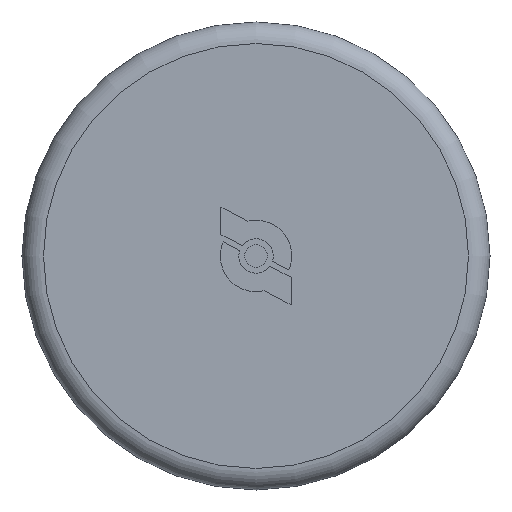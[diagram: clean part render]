
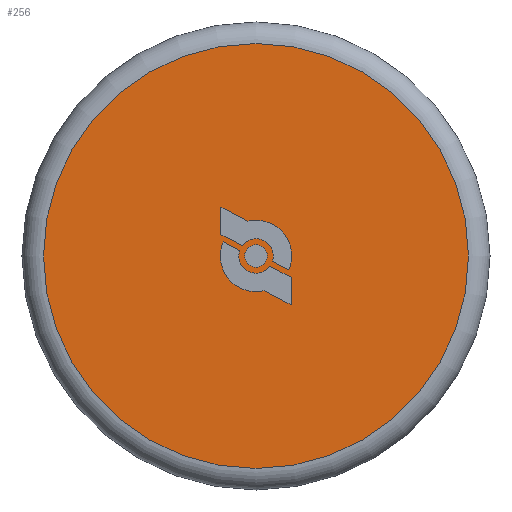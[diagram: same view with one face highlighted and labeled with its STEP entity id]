
A CAD part, front view. The second image highlights one B-rep face of the part: STEP entity #256.
In plain terms, the highlighted planar face has unit normal (0, -1, 0).
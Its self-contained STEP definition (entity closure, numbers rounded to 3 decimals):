
#256 = ADVANCED_FACE( '', ( #573, #574, #575, #576 ), #577, .F. );
#573 = FACE_BOUND( '', #980, .T. );
#574 = FACE_BOUND( '', #981, .T. );
#575 = FACE_OUTER_BOUND( '', #982, .T. );
#576 = FACE_BOUND( '', #983, .T. );
#577 = PLANE( '', #984 );
#980 = EDGE_LOOP( '', ( #1536 ) );
#981 = EDGE_LOOP( '', ( #1537, #1538, #1539, #1540, #1541, #1542 ) );
#982 = EDGE_LOOP( '', ( #1543 ) );
#983 = EDGE_LOOP( '', ( #1544, #1545, #1546, #1547, #1548, #1549 ) );
#984 = AXIS2_PLACEMENT_3D( '', #1550, #1551, #1552 );
#1536 = ORIENTED_EDGE( '', *, *, #2393, .T. );
#1537 = ORIENTED_EDGE( '', *, *, #2288, .T. );
#1538 = ORIENTED_EDGE( '', *, *, #2394, .F. );
#1539 = ORIENTED_EDGE( '', *, *, #2395, .T. );
#1540 = ORIENTED_EDGE( '', *, *, #2396, .T. );
#1541 = ORIENTED_EDGE( '', *, *, #2397, .T. );
#1542 = ORIENTED_EDGE( '', *, *, #2325, .T. );
#1543 = ORIENTED_EDGE( '', *, *, #2398, .T. );
#1544 = ORIENTED_EDGE( '', *, *, #2298, .T. );
#1545 = ORIENTED_EDGE( '', *, *, #2399, .T. );
#1546 = ORIENTED_EDGE( '', *, *, #2372, .T. );
#1547 = ORIENTED_EDGE( '', *, *, #2400, .F. );
#1548 = ORIENTED_EDGE( '', *, *, #2401, .T. );
#1549 = ORIENTED_EDGE( '', *, *, #2314, .T. );
#1550 = CARTESIAN_POINT( '', ( 44.505, 0., 0. ) );
#1551 = DIRECTION( '', ( 0., 1., 0. ) );
#1552 = DIRECTION( '', ( 0., 0., 1. ) );
#2288 = EDGE_CURVE( '', #2705, #2706, #2707, .T. );
#2298 = EDGE_CURVE( '', #2722, #2723, #2724, .T. );
#2314 = EDGE_CURVE( '', #2748, #2722, #2749, .T. );
#2325 = EDGE_CURVE( '', #2766, #2705, #2767, .T. );
#2372 = EDGE_CURVE( '', #2845, #2846, #2847, .T. );
#2393 = EDGE_CURVE( '', #2879, #2879, #2880, .T. );
#2394 = EDGE_CURVE( '', #2881, #2706, #2882, .F. );
#2395 = EDGE_CURVE( '', #2881, #2883, #2884, .T. );
#2396 = EDGE_CURVE( '', #2883, #2885, #2886, .F. );
#2397 = EDGE_CURVE( '', #2885, #2766, #2887, .T. );
#2398 = EDGE_CURVE( '', #2888, #2888, #2889, .T. );
#2399 = EDGE_CURVE( '', #2723, #2845, #2890, .T. );
#2400 = EDGE_CURVE( '', #2891, #2846, #2892, .T. );
#2401 = EDGE_CURVE( '', #2891, #2748, #2893, .T. );
#2705 = VERTEX_POINT( '', #3360 );
#2706 = VERTEX_POINT( '', #3361 );
#2707 = LINE( '', #3362, #3363 );
#2722 = VERTEX_POINT( '', #3381 );
#2723 = VERTEX_POINT( '', #3382 );
#2724 = LINE( '', #3383, #3384 );
#2748 = VERTEX_POINT( '', #3417 );
#2749 = LINE( '', #3418, #3419 );
#2766 = VERTEX_POINT( '', #3543 );
#2767 = LINE( '', #3544, #3545 );
#2845 = VERTEX_POINT( '', #3761 );
#2846 = VERTEX_POINT( '', #3762 );
#2847 = LINE( '', #3763, #3764 );
#2879 = VERTEX_POINT( '', #3809 );
#2880 = CIRCLE( '', #3810, 2.376 );
#2881 = VERTEX_POINT( '', #3811 );
#2882 = CIRCLE( '', #3812, 7.488 );
#2883 = VERTEX_POINT( '', #3813 );
#2884 = LINE( '', #3814, #3815 );
#2885 = VERTEX_POINT( '', #3816 );
#2886 = CIRCLE( '', #3817, 3.6 );
#2887 = LINE( '', #3818, #3819 );
#2888 = VERTEX_POINT( '', #3820 );
#2889 = CIRCLE( '', #3821, 44.505 );
#2890 = CIRCLE( '', #3822, 7.488 );
#2891 = VERTEX_POINT( '', #3823 );
#2892 = CIRCLE( '', #3824, 3.6 );
#2893 = LINE( '', #3825, #3826 );
#3360 = CARTESIAN_POINT( '', ( -7.339, 0., 10.247 ) );
#3361 = CARTESIAN_POINT( '', ( -1.687, 0., 7.307 ) );
#3362 = CARTESIAN_POINT( '', ( -7.339, 0., 10.247 ) );
#3363 = VECTOR( '', #4779, 1000. );
#3381 = CARTESIAN_POINT( '', ( 7.349, 0., -10.225 ) );
#3382 = CARTESIAN_POINT( '', ( 1.709, 0., -7.285 ) );
#3383 = CARTESIAN_POINT( '', ( 7.349, 0., -10.225 ) );
#3384 = VECTOR( '', #4792, 1000. );
#3417 = CARTESIAN_POINT( '', ( 7.349, 0., -4.465 ) );
#3418 = CARTESIAN_POINT( '', ( 7.349, 0., -4.465 ) );
#3419 = VECTOR( '', #4808, 1000. );
#3543 = CARTESIAN_POINT( '', ( -7.339, 0., 4.487 ) );
#3544 = CARTESIAN_POINT( '', ( -7.339, 0., 4.487 ) );
#3545 = VECTOR( '', #4816, 1000. );
#3761 = CARTESIAN_POINT( '', ( -6.883, 0., 2.951 ) );
#3762 = CARTESIAN_POINT( '', ( -3.415, 0., 1.139 ) );
#3763 = CARTESIAN_POINT( '', ( -6.883, 0., 2.951 ) );
#3764 = VECTOR( '', #4865, 1000. );
#3809 = CARTESIAN_POINT( '', ( 2.381, 0., 0.011 ) );
#3810 = AXIS2_PLACEMENT_3D( '', #4882, #4883, #4884 );
#3811 = CARTESIAN_POINT( '', ( 6.893, 0., -2.929 ) );
#3812 = AXIS2_PLACEMENT_3D( '', #4885, #4886, #4887 );
#3813 = CARTESIAN_POINT( '', ( 3.425, 0., -1.117 ) );
#3814 = CARTESIAN_POINT( '', ( 6.893, 0., -2.929 ) );
#3815 = VECTOR( '', #4888, 1000. );
#3816 = CARTESIAN_POINT( '', ( -2.875, 0., 2.171 ) );
#3817 = AXIS2_PLACEMENT_3D( '', #4889, #4890, #4891 );
#3818 = CARTESIAN_POINT( '', ( -2.875, 0., 2.171 ) );
#3819 = VECTOR( '', #4892, 1000. );
#3820 = CARTESIAN_POINT( '', ( 0., 0., -44.505 ) );
#3821 = AXIS2_PLACEMENT_3D( '', #4893, #4894, #4895 );
#3822 = AXIS2_PLACEMENT_3D( '', #4896, #4897, #4898 );
#3823 = CARTESIAN_POINT( '', ( 2.897, 0., -2.137 ) );
#3824 = AXIS2_PLACEMENT_3D( '', #4899, #4900, #4901 );
#3825 = CARTESIAN_POINT( '', ( 2.897, 0., -2.137 ) );
#3826 = VECTOR( '', #4902, 1000. );
#4779 = DIRECTION( '', ( 0.887, 0., -0.461 ) );
#4792 = DIRECTION( '', ( -0.887, 0., 0.462 ) );
#4808 = DIRECTION( '', ( 0., 0., -1. ) );
#4816 = DIRECTION( '', ( 0., 0., 1. ) );
#4865 = DIRECTION( '', ( 0.886, 0., -0.463 ) );
#4882 = CARTESIAN_POINT( '', ( 0.005, 0., 0.011 ) );
#4883 = DIRECTION( '', ( 0., 1., 0. ) );
#4884 = DIRECTION( '', ( 1., 0., 0. ) );
#4885 = CARTESIAN_POINT( '', ( 0.007, 0., 0.013 ) );
#4886 = DIRECTION( '', ( 0., 1., 0. ) );
#4887 = DIRECTION( '', ( 0., 0., 1. ) );
#4888 = DIRECTION( '', ( -0.886, 0., 0.463 ) );
#4889 = CARTESIAN_POINT( '', ( 0.007, 0., 0.014 ) );
#4890 = DIRECTION( '', ( 0., 1., 0. ) );
#4891 = DIRECTION( '', ( 0., 0., 1. ) );
#4892 = DIRECTION( '', ( -0.888, 0., 0.461 ) );
#4893 = CARTESIAN_POINT( '', ( 0., 0., 0. ) );
#4894 = DIRECTION( '', ( 0., -1., 0. ) );
#4895 = DIRECTION( '', ( 0., 0., -1. ) );
#4896 = CARTESIAN_POINT( '', ( 0.001, 0., 0.005 ) );
#4897 = DIRECTION( '', ( 0., 1., 0. ) );
#4898 = DIRECTION( '', ( 1., 0., 0. ) );
#4899 = CARTESIAN_POINT( '', ( 0., 0., 0. ) );
#4900 = DIRECTION( '', ( 0., 1., 0. ) );
#4901 = DIRECTION( '', ( 1., 0., 0. ) );
#4902 = DIRECTION( '', ( 0.886, 0., -0.463 ) );
